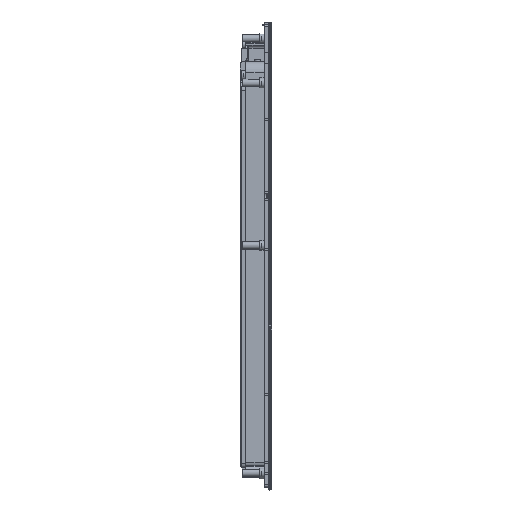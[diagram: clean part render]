
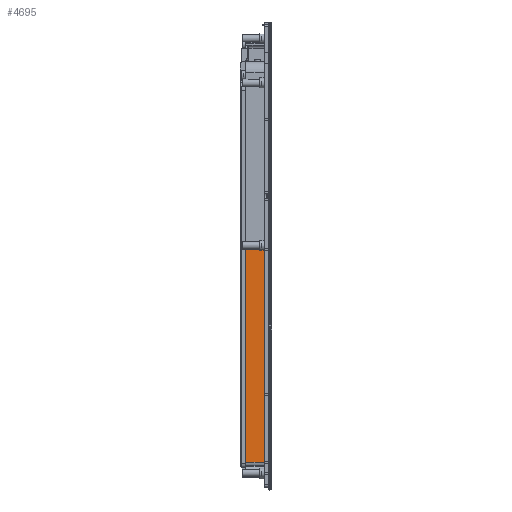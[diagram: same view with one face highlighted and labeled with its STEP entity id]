
A CAD part, left-side view. The second image highlights one B-rep face of the part: STEP entity #4695.
In plain terms, the highlighted planar face has unit normal (-1, 0, 0).
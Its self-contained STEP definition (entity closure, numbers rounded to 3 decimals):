
#571 = ORIENTED_EDGE ( 'NONE', *, *, #15600, .T. ) ;
#1034 = DIRECTION ( 'NONE',  ( 0., 0., -1. ) ) ;
#1168 = EDGE_CURVE ( 'NONE', #15523, #6942, #4265, .T. ) ;
#2514 = VERTEX_POINT ( 'NONE', #2977 ) ;
#2977 = CARTESIAN_POINT ( 'NONE',  ( -186.95, 3.2, -195.33 ) ) ;
#3567 = CARTESIAN_POINT ( 'NONE',  ( -186.95, 43., -184.8 ) ) ;
#3633 = CARTESIAN_POINT ( 'NONE',  ( -186.95, -14., -195.33 ) ) ;
#4178 = VECTOR ( 'NONE', #16013, 1000. ) ;
#4265 = LINE ( 'NONE', #15754, #11009 ) ;
#4695 = ADVANCED_FACE ( 'NONE', ( #4744 ), #12293, .F. ) ;
#4744 = FACE_OUTER_BOUND ( 'NONE', #6492, .T. ) ;
#4762 = LINE ( 'NONE', #15069, #10056 ) ;
#5173 = VERTEX_POINT ( 'NONE', #16554 ) ;
#5364 = ORIENTED_EDGE ( 'NONE', *, *, #6668, .T. ) ;
#5527 = LINE ( 'NONE', #9469, #4178 ) ;
#6492 = EDGE_LOOP ( 'NONE', ( #14348, #13364, #5364, #571 ) ) ;
#6668 = EDGE_CURVE ( 'NONE', #5173, #2514, #5527, .T. ) ;
#6798 = EDGE_CURVE ( 'NONE', #5173, #6942, #4762, .T. ) ;
#6942 = VERTEX_POINT ( 'NONE', #15132 ) ;
#7494 = LINE ( 'NONE', #10001, #10134 ) ;
#7844 = AXIS2_PLACEMENT_3D ( 'NONE', #3567, #13622, #1034 ) ;
#9469 = CARTESIAN_POINT ( 'NONE',  ( -186.95, 3.2, -65. ) ) ;
#9841 = DIRECTION ( 'NONE',  ( 0., -1., 0. ) ) ;
#10001 = CARTESIAN_POINT ( 'NONE',  ( -186.95, 43., -195.33 ) ) ;
#10056 = VECTOR ( 'NONE', #13477, 1000. ) ;
#10134 = VECTOR ( 'NONE', #9841, 1000. ) ;
#11009 = VECTOR ( 'NONE', #13143, 1000. ) ;
#12293 = PLANE ( 'NONE',  #7844 ) ;
#13143 = DIRECTION ( 'NONE',  ( 0., 0., 1. ) ) ;
#13364 = ORIENTED_EDGE ( 'NONE', *, *, #6798, .F. ) ;
#13477 = DIRECTION ( 'NONE',  ( 0., -1., 0. ) ) ;
#13622 = DIRECTION ( 'NONE',  ( 1., 0., 0. ) ) ;
#14348 = ORIENTED_EDGE ( 'NONE', *, *, #1168, .T. ) ;
#15069 = CARTESIAN_POINT ( 'NONE',  ( -186.95, 3.2, 1.25 ) ) ;
#15132 = CARTESIAN_POINT ( 'NONE',  ( -186.95, -14., 1.25 ) ) ;
#15523 = VERTEX_POINT ( 'NONE', #3633 ) ;
#15600 = EDGE_CURVE ( 'NONE', #2514, #15523, #7494, .T. ) ;
#15754 = CARTESIAN_POINT ( 'NONE',  ( -186.95, -14., -165. ) ) ;
#16013 = DIRECTION ( 'NONE',  ( 0., 0., -1. ) ) ;
#16554 = CARTESIAN_POINT ( 'NONE',  ( -186.95, 3.2, 1.25 ) ) ;
